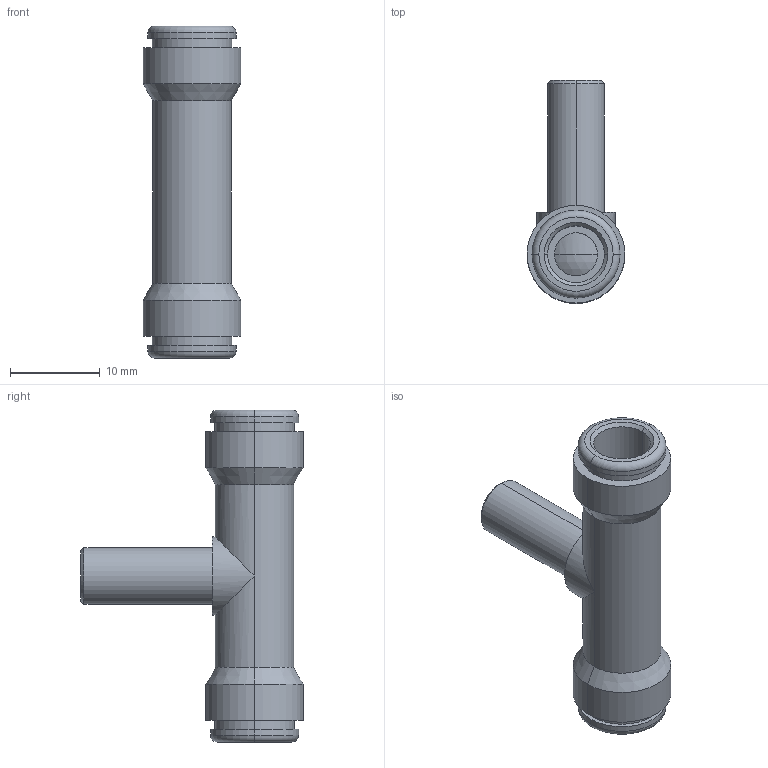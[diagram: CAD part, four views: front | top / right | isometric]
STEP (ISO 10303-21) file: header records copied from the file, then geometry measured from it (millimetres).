
FILE_DESCRIPTION (( 'STEP AP203' ), '1' );
FILE_NAME ('5779K693.step', '2013-12-12T14:46:53', ( 't2jrg' ), ( '' ), 'SwSTEP 2.0', 'SolidWorks 2010', '' );
FILE_SCHEMA (( 'CONFIG_CONTROL_DESIGN' ));
Length unit declared in the file: inch
Products named in the file (1): 5779K693
Bounding box: 10.92 x 24.89 x 37.08 mm (x, y, z)
Volume: 1785.4 mm3; surface area: 2550.2 mm2
Topology: 1 solids, 1 shells, 57 faces, 118 edges, 70 vertices
Faces by surface type: cylinder 31, cone 10, plane 10, torus 4, sphere 2
Entity records: 1607 total; most frequent: DIRECTION 292, CARTESIAN_POINT 291, ORIENTED_EDGE 232, AXIS2_PLACEMENT_3D 126, EDGE_CURVE 116, VERTEX_POINT 69, CIRCLE 68, EDGE_LOOP 67
